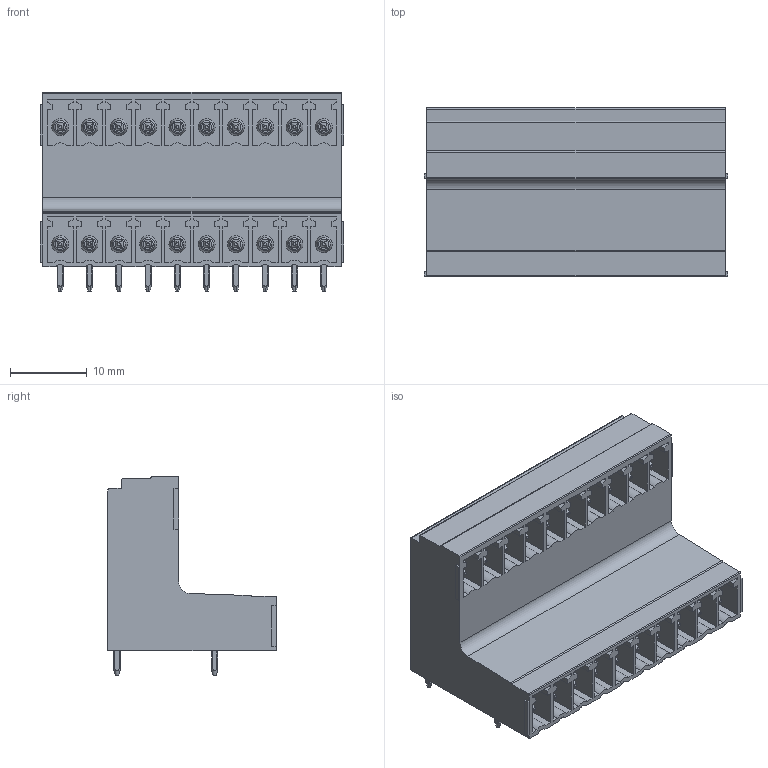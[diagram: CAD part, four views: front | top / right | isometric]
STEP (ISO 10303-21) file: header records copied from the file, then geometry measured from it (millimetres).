
FILE_DESCRIPTION(('CATIA V5 STEP Exchange','CAx-IF Rec.Pracs.--- Model Styling and Organization---1.2---2011-12-15'),'2;1');
FILE_NAME ('D1447267_0_1033580000_1033580000.stp','2018-10-13T11:16:42+00:00',('none'),('Weidmueller'),'CATIA Version 5-6 Release 2014','CATIA V5 STEP AP214','none');
FILE_SCHEMA(('AUTOMOTIVE_DESIGN { 1 0 10303 214 1 1 1 1 }'));
Length unit declared in the file: millimetre
Products named in the file (1): 1033580000
Bounding box: 39.49 x 21.9 x 25.9 mm (x, y, z)
Volume: 8063 mm3; surface area: 9614.4 mm2
Topology: 21 solids, 21 shells, 1316 faces, 3576 edges, 2342 vertices
Faces by surface type: plane 819, cylinder 337, cone 120, torus 40
Entity records: 41174 total; most frequent: CARTESIAN_POINT 11405, ORIENTED_EDGE 7152, DIRECTION 4346, EDGE_CURVE 3576, VECTOR 2482, LINE 2482, VERTEX_POINT 2342, EDGE_LOOP 1396
